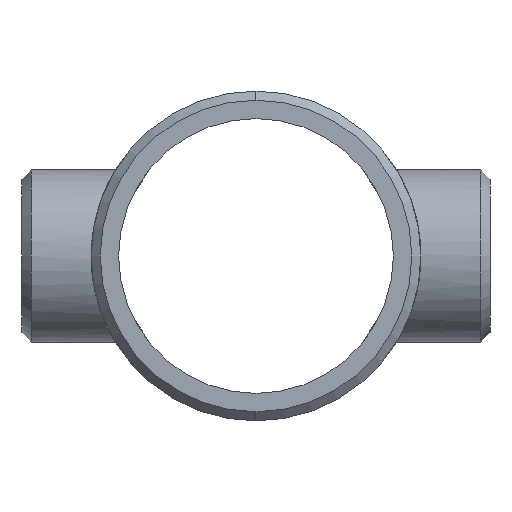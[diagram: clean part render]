
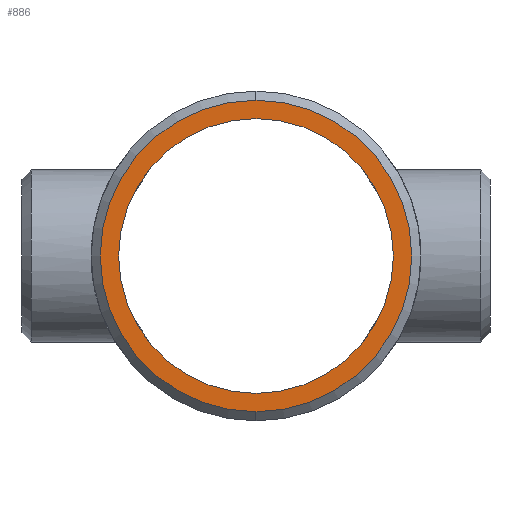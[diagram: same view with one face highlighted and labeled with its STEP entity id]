
A CAD part, left-side view. The second image highlights one B-rep face of the part: STEP entity #886.
In plain terms, the highlighted planar face has unit normal (-1, 0, 0).
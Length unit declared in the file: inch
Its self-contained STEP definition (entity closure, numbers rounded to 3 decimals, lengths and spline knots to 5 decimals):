
#12 = VERTEX_POINT ( 'NONE', #1130 ) ;
#130 = EDGE_CURVE ( 'NONE', #453, #888, #697, .T. ) ;
#133 = DIRECTION ( 'NONE',  ( 1., 0., 0. ) ) ;
#152 = DIRECTION ( 'NONE',  ( 0., 0., -1. ) ) ;
#158 = ORIENTED_EDGE ( 'NONE', *, *, #573, .T. ) ;
#285 = CIRCLE ( 'NONE', #860, 3.5935 ) ;
#296 = CARTESIAN_POINT ( 'NONE',  ( -7., 0., 0. ) ) ;
#356 = CARTESIAN_POINT ( 'NONE',  ( -7., 0., 0. ) ) ;
#443 = CARTESIAN_POINT ( 'NONE',  ( -7., 0., 0. ) ) ;
#447 = CARTESIAN_POINT ( 'NONE',  ( -7., 0., 3.5935 ) ) ;
#453 = VERTEX_POINT ( 'NONE', #731 ) ;
#460 = AXIS2_PLACEMENT_3D ( 'NONE', #296, #1066, #967 ) ;
#475 = EDGE_CURVE ( 'NONE', #995, #12, #285, .T. ) ;
#487 = EDGE_LOOP ( 'NONE', ( #1122, #158 ) ) ;
#505 = ORIENTED_EDGE ( 'NONE', *, *, #800, .T. ) ;
#519 = AXIS2_PLACEMENT_3D ( 'NONE', #356, #1120, #152 ) ;
#528 = DIRECTION ( 'NONE',  ( 0., 0., 1. ) ) ;
#573 = EDGE_CURVE ( 'NONE', #888, #453, #986, .T. ) ;
#697 = CIRCLE ( 'NONE', #979, 4.07283 ) ;
#699 = FACE_BOUND ( 'NONE', #1260, .T. ) ;
#731 = CARTESIAN_POINT ( 'NONE',  ( -7., 0., -4.07283 ) ) ;
#755 = CIRCLE ( 'NONE', #1269, 3.5935 ) ;
#800 = EDGE_CURVE ( 'NONE', #12, #995, #755, .T. ) ;
#827 = DIRECTION ( 'NONE',  ( 1., 0., 0. ) ) ;
#848 = FACE_OUTER_BOUND ( 'NONE', #487, .T. ) ;
#860 = AXIS2_PLACEMENT_3D ( 'NONE', #1023, #133, #528 ) ;
#886 = ADVANCED_FACE ( 'NONE', ( #848, #699 ), #940, .T. ) ;
#888 = VERTEX_POINT ( 'NONE', #954 ) ;
#940 = PLANE ( 'NONE',  #519 ) ;
#954 = CARTESIAN_POINT ( 'NONE',  ( -7., 0., 4.07283 ) ) ;
#958 = DIRECTION ( 'NONE',  ( -1., 0., 0. ) ) ;
#967 = DIRECTION ( 'NONE',  ( 0., 0., 1. ) ) ;
#979 = AXIS2_PLACEMENT_3D ( 'NONE', #443, #958, #1255 ) ;
#986 = CIRCLE ( 'NONE', #460, 4.07283 ) ;
#995 = VERTEX_POINT ( 'NONE', #447 ) ;
#1023 = CARTESIAN_POINT ( 'NONE',  ( -7., 0., 0. ) ) ;
#1063 = ORIENTED_EDGE ( 'NONE', *, *, #475, .T. ) ;
#1066 = DIRECTION ( 'NONE',  ( -1., 0., 0. ) ) ;
#1120 = DIRECTION ( 'NONE',  ( -1., 0., 0. ) ) ;
#1122 = ORIENTED_EDGE ( 'NONE', *, *, #130, .T. ) ;
#1130 = CARTESIAN_POINT ( 'NONE',  ( -7., 0., -3.5935 ) ) ;
#1141 = CARTESIAN_POINT ( 'NONE',  ( -7., 0., 0. ) ) ;
#1216 = DIRECTION ( 'NONE',  ( 0., 0., 1. ) ) ;
#1255 = DIRECTION ( 'NONE',  ( 0., 0., 1. ) ) ;
#1260 = EDGE_LOOP ( 'NONE', ( #1063, #505 ) ) ;
#1269 = AXIS2_PLACEMENT_3D ( 'NONE', #1141, #827, #1216 ) ;
